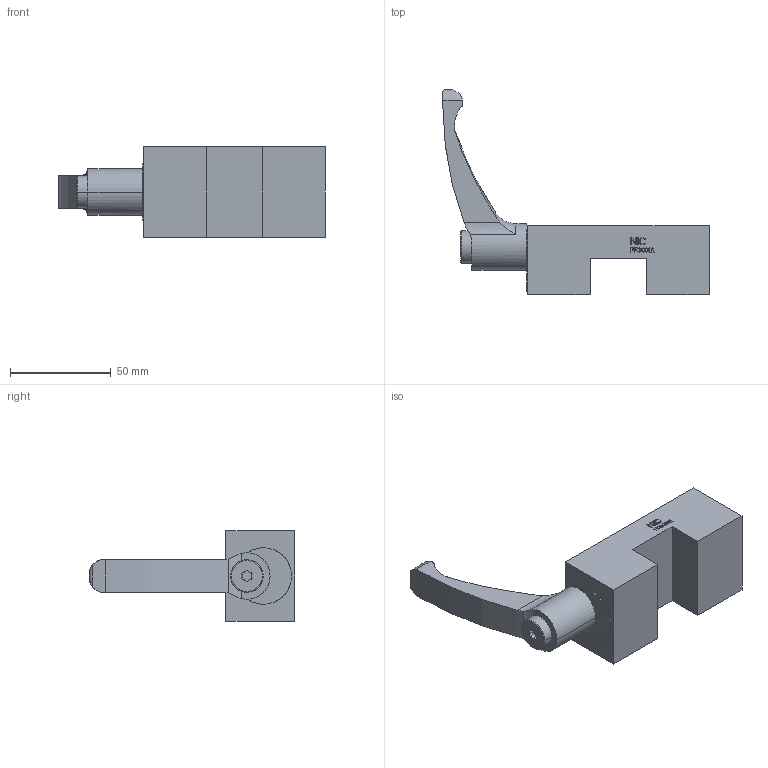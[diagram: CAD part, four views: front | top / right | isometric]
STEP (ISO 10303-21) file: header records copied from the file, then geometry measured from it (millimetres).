
FILE_DESCRIPTION((''),'2;1');
FILE_NAME('FF3001A-NIC','2023-07-12T19:07:11',('lx'),(''),'CREO PARAMETRIC BY PTC INC, 2018100','CREO PARAMETRIC BY PTC INC, 2018100','');
FILE_SCHEMA(('CONFIG_CONTROL_DESIGN'));
Length unit declared in the file: millimetre
Products named in the file (1): FF3001A-NIC
Bounding box: 132 x 101.6 x 45 mm (x, y, z)
Volume: 136339.6 mm3; surface area: 30580.8 mm2
Topology: 1 solids, 3 shells, 338 faces, 938 edges, 626 vertices
Faces by surface type: plane 281, cylinder 49, torus 4, bspline 2, cone 2
Entity records: 10890 total; most frequent: CARTESIAN_POINT 2131, ORIENTED_EDGE 1874, DIRECTION 1690, EDGE_CURVE 938, VECTOR 804, LINE 804, VERTEX_POINT 626, AXIS2_PLACEMENT_3D 443
